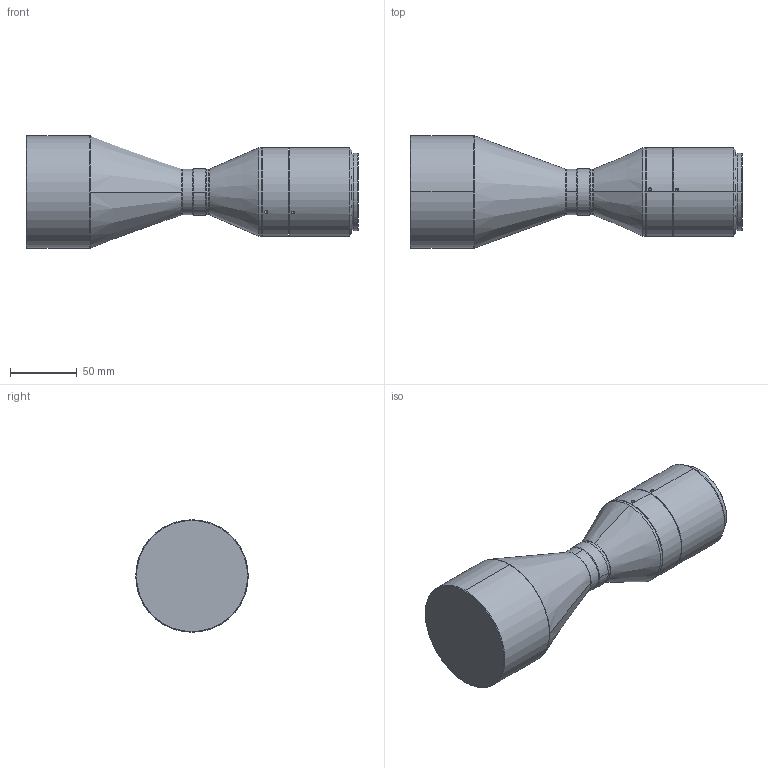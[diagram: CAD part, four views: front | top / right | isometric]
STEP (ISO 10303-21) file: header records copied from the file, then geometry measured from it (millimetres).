
FILE_DESCRIPTION (( 'STEP AP203' ), '1' );
FILE_NAME ('DTCM175-64H-M58-AL.STEP', '2019-11-14T07:46:05', ( 'Windows 蚚誧' ), ( '' ), 'SwSTEP 2.0', 'SolidWorks 2017', '' );
FILE_SCHEMA (( 'CONFIG_CONTROL_DESIGN' ));
Length unit declared in the file: millimetre
Products named in the file (1): DTCM175-64H-M58-AL
Bounding box: 247.8 x 84 x 84 mm (x, y, z)
Volume: 805588.6 mm3; surface area: 62039 mm2
Topology: 1 solids, 1 shells, 74 faces, 166 edges, 94 vertices
Faces by surface type: cylinder 34, cone 26, plane 8, bspline 6
Entity records: 2289 total; most frequent: CARTESIAN_POINT 635, DIRECTION 350, ORIENTED_EDGE 308, EDGE_CURVE 154, AXIS2_PLACEMENT_3D 145, VERTEX_POINT 94, EDGE_LOOP 86, CIRCLE 76
